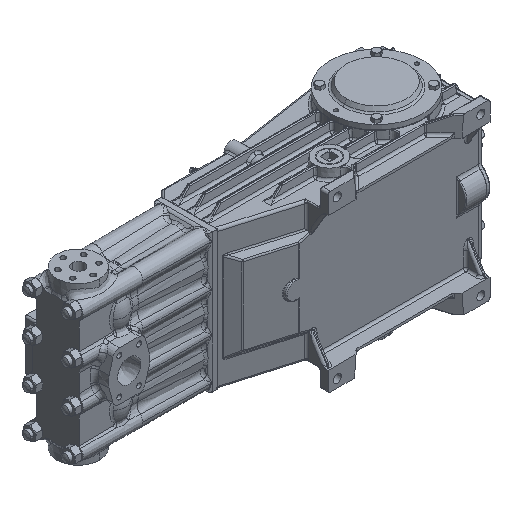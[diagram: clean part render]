
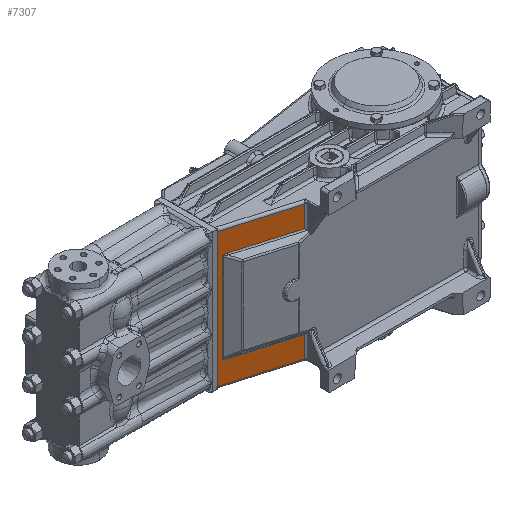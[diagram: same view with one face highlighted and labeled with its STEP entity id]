
A CAD part, isometric view. The second image highlights one B-rep face of the part: STEP entity #7307.
In plain terms, the highlighted planar face has unit normal (-0.282, -0.959, 0).
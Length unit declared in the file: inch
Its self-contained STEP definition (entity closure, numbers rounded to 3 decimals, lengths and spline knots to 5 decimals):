
#195 = ORIENTED_EDGE ( 'NONE', *, *, #120563, .F. ) ;
#3530 = LINE ( 'NONE', #61447, #102878 ) ;
#6783 = CARTESIAN_POINT ( 'NONE',  ( 3.04847, -2.56405, 3.90044 ) ) ;
#7307 = ADVANCED_FACE ( 'NONE', ( #66648 ), #31974, .F. ) ;
#8055 = CARTESIAN_POINT ( 'NONE',  ( 3.04847, -2.56405, 3.90044 ) ) ;
#9786 = ORIENTED_EDGE ( 'NONE', *, *, #111726, .T. ) ;
#11326 = LINE ( 'NONE', #16453, #85119 ) ;
#13948 = VECTOR ( 'NONE', #73683, 39.37008 ) ;
#14174 = ORIENTED_EDGE ( 'NONE', *, *, #84352, .T. ) ;
#14927 = DIRECTION ( 'NONE',  ( -0.959, 0.282, 0. ) ) ;
#16037 = ORIENTED_EDGE ( 'NONE', *, *, #97629, .T. ) ;
#16453 = CARTESIAN_POINT ( 'NONE',  ( 2.3622, -2.3622, 5.90551 ) ) ;
#18815 = VECTOR ( 'NONE', #14927, 39.37008 ) ;
#19223 = VERTEX_POINT ( 'NONE', #33036 ) ;
#21469 =( BOUNDED_CURVE ( )  B_SPLINE_CURVE ( 3, ( #35512, #102717, #64480, #6783 ),
 .UNSPECIFIED., .F., .F. ) 
 B_SPLINE_CURVE_WITH_KNOTS ( ( 4, 4 ),
 ( 6.12208, 6.98803 ),
 .UNSPECIFIED. ) 
 CURVE ( )  GEOMETRIC_REPRESENTATION_ITEM ( )  RATIONAL_B_SPLINE_CURVE ( ( 1., 0.938, 0.938, 1. ) ) 
 REPRESENTATION_ITEM ( '' )  );
#22684 = DIRECTION ( 'NONE',  ( -0.959, 0.282, 0. ) ) ;
#22797 = DIRECTION ( 'NONE',  ( 0.282, 0.959, 0. ) ) ;
#24183 = CARTESIAN_POINT ( 'NONE',  ( 9.05512, -4.33071, 5.90551 ) ) ;
#24363 = CARTESIAN_POINT ( 'NONE',  ( 2.3622, -2.3622, -5.70866 ) ) ;
#25339 = CARTESIAN_POINT ( 'NONE',  ( 2.83437, -2.50108, -3.90044 ) ) ;
#26540 = VERTEX_POINT ( 'NONE', #62424 ) ;
#26753 = VERTEX_POINT ( 'NONE', #56893 ) ;
#28067 = ORIENTED_EDGE ( 'NONE', *, *, #73900, .T. ) ;
#29986 = LINE ( 'NONE', #100316, #78168 ) ;
#30420 = EDGE_CURVE ( 'NONE', #19223, #123294, #21469, .T. ) ;
#31974 = PLANE ( 'NONE',  #68418 ) ;
#33036 = CARTESIAN_POINT ( 'NONE',  ( 2.71643, -2.46639, 3.7044 ) ) ;
#34696 = EDGE_CURVE ( 'NONE', #26753, #67612, #113649, .T. ) ;
#35512 = CARTESIAN_POINT ( 'NONE',  ( 2.71643, -2.46639, 3.7044 ) ) ;
#35925 = DIRECTION ( 'NONE',  ( 0., 0., 1. ) ) ;
#37339 = VECTOR ( 'NONE', #108528, 39.37008 ) ;
#37783 = LINE ( 'NONE', #60690, #37339 ) ;
#42386 = EDGE_CURVE ( 'NONE', #26540, #69013, #37783, .T. ) ;
#44473 = LINE ( 'NONE', #82303, #18815 ) ;
#45691 = CARTESIAN_POINT ( 'NONE',  ( 2.71643, -2.46639, -3.7044 ) ) ;
#54384 = CARTESIAN_POINT ( 'NONE',  ( 2.71643, -2.46639, -3.7044 ) ) ;
#56622 = CARTESIAN_POINT ( 'NONE',  ( 8.12641, -4.05756, 5.70866 ) ) ;
#56893 = CARTESIAN_POINT ( 'NONE',  ( 8.12641, -4.05756, 3.90044 ) ) ;
#60413 = EDGE_LOOP ( 'NONE', ( #195, #9786, #81278, #76978, #28067, #14174, #113965, #83614, #65808, #16037 ) ) ;
#60690 = CARTESIAN_POINT ( 'NONE',  ( 8.12641, -4.05756, 5.90551 ) ) ;
#61447 = CARTESIAN_POINT ( 'NONE',  ( 8.26772, -4.09912, 3.90044 ) ) ;
#62424 = CARTESIAN_POINT ( 'NONE',  ( 8.12641, -4.05756, -5.70866 ) ) ;
#64480 = CARTESIAN_POINT ( 'NONE',  ( 2.83437, -2.50108, 3.90044 ) ) ;
#65183 = LINE ( 'NONE', #83312, #13948 ) ;
#65808 = ORIENTED_EDGE ( 'NONE', *, *, #34696, .T. ) ;
#66283 = DIRECTION ( 'NONE',  ( 0., 0., 1. ) ) ;
#66648 = FACE_OUTER_BOUND ( 'NONE', #60413, .T. ) ;
#67612 = VERTEX_POINT ( 'NONE', #80134 ) ;
#68418 = AXIS2_PLACEMENT_3D ( 'NONE', #24183, #22797, #22684 ) ;
#69013 = VERTEX_POINT ( 'NONE', #71473 ) ;
#71167 = DIRECTION ( 'NONE',  ( 0.959, -0.282, 0. ) ) ;
#71473 = CARTESIAN_POINT ( 'NONE',  ( 8.12641, -4.05756, -3.90044 ) ) ;
#73028 = VECTOR ( 'NONE', #96530, 39.37008 ) ;
#73459 =( BOUNDED_CURVE ( )  B_SPLINE_CURVE ( 3, ( #111882, #25339, #82980, #54384 ),
 .UNSPECIFIED., .F., .F. ) 
 B_SPLINE_CURVE_WITH_KNOTS ( ( 4, 4 ),
 ( 5.57834, 6.44429 ),
 .UNSPECIFIED. ) 
 CURVE ( )  GEOMETRIC_REPRESENTATION_ITEM ( )  RATIONAL_B_SPLINE_CURVE ( ( 1., 0.938, 0.938, 1. ) ) 
 REPRESENTATION_ITEM ( '' )  );
#73683 = DIRECTION ( 'NONE',  ( 0.959, -0.282, 0. ) ) ;
#73900 = EDGE_CURVE ( 'NONE', #87465, #84172, #73459, .T. ) ;
#76978 = ORIENTED_EDGE ( 'NONE', *, *, #117206, .T. ) ;
#78168 = VECTOR ( 'NONE', #81364, 39.37008 ) ;
#80127 = VERTEX_POINT ( 'NONE', #24363 ) ;
#80134 = CARTESIAN_POINT ( 'NONE',  ( 8.12641, -4.05756, 5.70866 ) ) ;
#81278 = ORIENTED_EDGE ( 'NONE', *, *, #42386, .T. ) ;
#81364 = DIRECTION ( 'NONE',  ( -0.959, 0.282, 0. ) ) ;
#82303 = CARTESIAN_POINT ( 'NONE',  ( 1.9685, -2.24641, 5.70866 ) ) ;
#82980 = CARTESIAN_POINT ( 'NONE',  ( 2.71643, -2.46639, -3.83081 ) ) ;
#83312 = CARTESIAN_POINT ( 'NONE',  ( 9.05512, -4.33071, -5.70866 ) ) ;
#83614 = ORIENTED_EDGE ( 'NONE', *, *, #98407, .T. ) ;
#84172 = VERTEX_POINT ( 'NONE', #45691 ) ;
#84352 = EDGE_CURVE ( 'NONE', #84172, #19223, #124030, .T. ) ;
#85119 = VECTOR ( 'NONE', #35925, 39.37008 ) ;
#86900 = CARTESIAN_POINT ( 'NONE',  ( 2.3622, -2.3622, 5.70866 ) ) ;
#87465 = VERTEX_POINT ( 'NONE', #109562 ) ;
#96530 = DIRECTION ( 'NONE',  ( 0., 0., 1. ) ) ;
#97629 = EDGE_CURVE ( 'NONE', #67612, #106221, #44473, .T. ) ;
#98407 = EDGE_CURVE ( 'NONE', #123294, #26753, #3530, .T. ) ;
#100316 = CARTESIAN_POINT ( 'NONE',  ( 9.05512, -4.33071, -3.90044 ) ) ;
#102717 = CARTESIAN_POINT ( 'NONE',  ( 2.71643, -2.46639, 3.83081 ) ) ;
#102878 = VECTOR ( 'NONE', #71167, 39.37008 ) ;
#106147 = CARTESIAN_POINT ( 'NONE',  ( 2.71643, -2.46639, 3.8189 ) ) ;
#106221 = VERTEX_POINT ( 'NONE', #86900 ) ;
#108528 = DIRECTION ( 'NONE',  ( 0., 0., 1. ) ) ;
#109562 = CARTESIAN_POINT ( 'NONE',  ( 3.04847, -2.56405, -3.90044 ) ) ;
#111726 = EDGE_CURVE ( 'NONE', #80127, #26540, #65183, .T. ) ;
#111882 = CARTESIAN_POINT ( 'NONE',  ( 3.04847, -2.56405, -3.90044 ) ) ;
#113486 = VECTOR ( 'NONE', #66283, 39.37008 ) ;
#113649 = LINE ( 'NONE', #56622, #113486 ) ;
#113965 = ORIENTED_EDGE ( 'NONE', *, *, #30420, .T. ) ;
#117206 = EDGE_CURVE ( 'NONE', #69013, #87465, #29986, .T. ) ;
#120563 = EDGE_CURVE ( 'NONE', #80127, #106221, #11326, .T. ) ;
#123294 = VERTEX_POINT ( 'NONE', #8055 ) ;
#124030 = LINE ( 'NONE', #106147, #73028 ) ;
